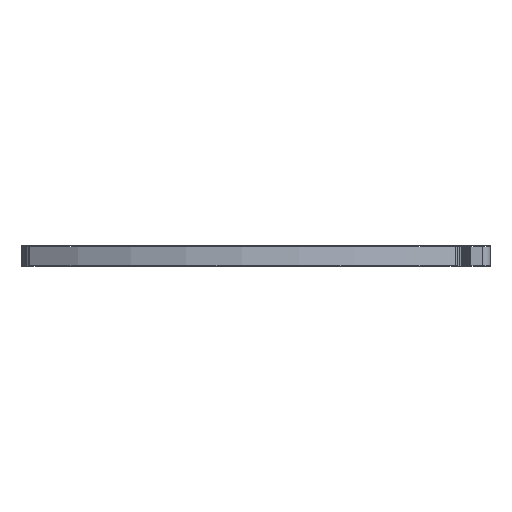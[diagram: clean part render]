
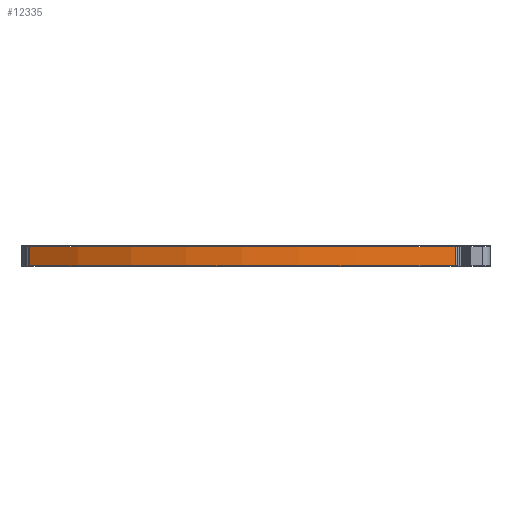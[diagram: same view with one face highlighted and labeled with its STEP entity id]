
A CAD part, left-side view. The second image highlights one B-rep face of the part: STEP entity #12335.
In plain terms, the highlighted cylindrical face has radius 29.125 mm (diameter 58.25 mm), a partial arc.
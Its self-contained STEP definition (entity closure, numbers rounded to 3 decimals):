
#12310 = VERTEX_POINT('',#12311);
#12311 = CARTESIAN_POINT('',(5.534,2.996,1.516));
#12317 = EDGE_CURVE('',#12318,#12310,#12320,.T.);
#12318 = VERTEX_POINT('',#12319);
#12319 = CARTESIAN_POINT('',(5.534,2.996,0.));
#12320 = LINE('',#12321,#12322);
#12321 = CARTESIAN_POINT('',(5.534,2.996,0.));
#12322 = VECTOR('',#12323,1.);
#12323 = DIRECTION('',(0.,0.,1.));
#12335 = ADVANCED_FACE('',(#12336),#12363,.T.);
#12336 = FACE_BOUND('',#12337,.T.);
#12337 = EDGE_LOOP('',(#12338,#12339,#12348,#12356));
#12338 = ORIENTED_EDGE('',*,*,#12317,.T.);
#12339 = ORIENTED_EDGE('',*,*,#12340,.T.);
#12340 = EDGE_CURVE('',#12310,#12341,#12343,.T.);
#12341 = VERTEX_POINT('',#12342);
#12342 = CARTESIAN_POINT('',(5.7,36.5,1.516));
#12343 = CIRCLE('',#12344,29.125);
#12344 = AXIS2_PLACEMENT_3D('',#12345,#12346,#12347);
#12345 = CARTESIAN_POINT('',(29.442,19.63,1.516));
#12346 = DIRECTION('',(0.,0.,-1.));
#12347 = DIRECTION('',(-0.821,-0.571,-0.));
#12348 = ORIENTED_EDGE('',*,*,#12349,.F.);
#12349 = EDGE_CURVE('',#12350,#12341,#12352,.T.);
#12350 = VERTEX_POINT('',#12351);
#12351 = CARTESIAN_POINT('',(5.7,36.5,0.));
#12352 = LINE('',#12353,#12354);
#12353 = CARTESIAN_POINT('',(5.7,36.5,0.));
#12354 = VECTOR('',#12355,1.);
#12355 = DIRECTION('',(0.,0.,1.));
#12356 = ORIENTED_EDGE('',*,*,#12357,.F.);
#12357 = EDGE_CURVE('',#12318,#12350,#12358,.T.);
#12358 = CIRCLE('',#12359,29.125);
#12359 = AXIS2_PLACEMENT_3D('',#12360,#12361,#12362);
#12360 = CARTESIAN_POINT('',(29.442,19.63,0.));
#12361 = DIRECTION('',(0.,0.,-1.));
#12362 = DIRECTION('',(-0.821,-0.571,-0.));
#12363 = CYLINDRICAL_SURFACE('',#12364,29.125);
#12364 = AXIS2_PLACEMENT_3D('',#12365,#12366,#12367);
#12365 = CARTESIAN_POINT('',(29.442,19.63,0.));
#12366 = DIRECTION('',(0.,0.,-1.));
#12367 = DIRECTION('',(-0.821,-0.571,-0.));
